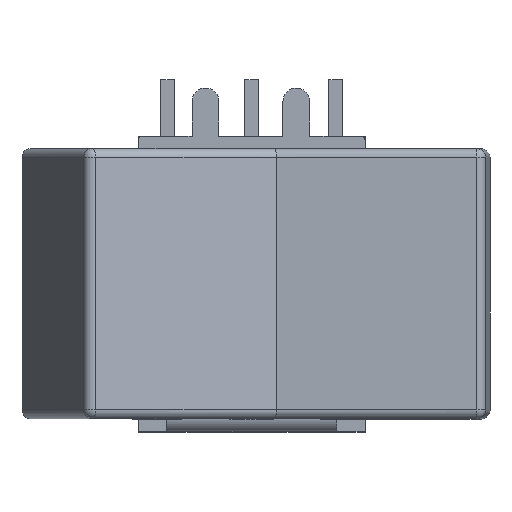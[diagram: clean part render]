
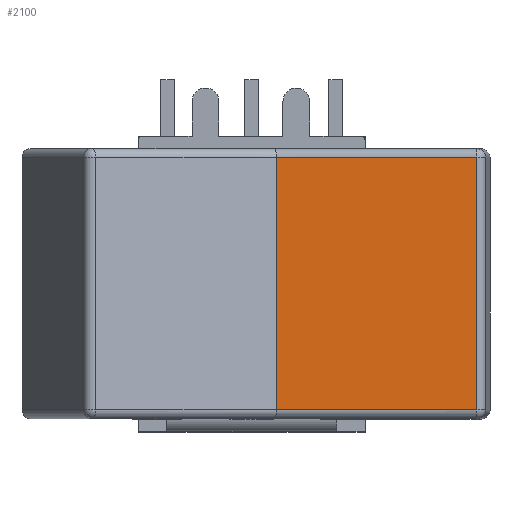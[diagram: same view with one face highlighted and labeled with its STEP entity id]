
A CAD part, top view. The second image highlights one B-rep face of the part: STEP entity #2100.
In plain terms, the highlighted planar face has unit normal (-0.006, 0, 1).
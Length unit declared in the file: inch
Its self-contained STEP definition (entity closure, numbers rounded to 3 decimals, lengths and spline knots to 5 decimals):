
#1017=CARTESIAN_POINT('',(0.49522,0.27776,0.84543));
#1018=VERTEX_POINT('',#1017);
#1052=CARTESIAN_POINT('',(0.0547,0.27776,0.84278));
#1053=VERTEX_POINT('',#1052);
#1054=CARTESIAN_POINT('',(0.0547,0.27776,0.84278));
#1055=DIRECTION('',(1.,0.0,0.006));
#1056=VECTOR('',#1055,0.44053);
#1057=LINE('',#1054,#1056);
#1058=EDGE_CURVE('',#1053,#1018,#1057,.T.);
#1086=CARTESIAN_POINT('',(0.49522,-0.27776,0.84543));
#1087=VERTEX_POINT('',#1086);
#1243=CARTESIAN_POINT('',(0.0547,-0.27776,0.84278));
#1244=VERTEX_POINT('',#1243);
#1336=CARTESIAN_POINT('',(0.49522,-0.27776,0.84543));
#1337=DIRECTION('',(-1.,0.0,-0.006));
#1338=VECTOR('',#1337,0.44053);
#1339=LINE('',#1336,#1338);
#1340=EDGE_CURVE('',#1087,#1244,#1339,.T.);
#1359=CARTESIAN_POINT('',(0.49522,0.27776,0.84543));
#1360=DIRECTION('',(0.0,-1.0,0.0));
#1361=VECTOR('',#1360,0.55551);
#1362=LINE('',#1359,#1361);
#1363=EDGE_CURVE('',#1018,#1087,#1362,.T.);
#1440=CARTESIAN_POINT('',(0.0547,0.27776,0.84278));
#1441=DIRECTION('',(0.0,-1.0,0.0));
#1442=VECTOR('',#1441,0.55551);
#1443=LINE('',#1440,#1442);
#1444=EDGE_CURVE('',#1053,#1244,#1443,.T.);
#2089=CARTESIAN_POINT('',(0.03267,0.30553,0.84264));
#2090=DIRECTION('',(-0.006,0.0,1.));
#2091=DIRECTION('',(1.,0.0,0.006));
#2092=AXIS2_PLACEMENT_3D('',#2089,#2090,#2091);
#2093=PLANE('',#2092);
#2094=ORIENTED_EDGE('',*,*,#1058,.F.);
#2095=ORIENTED_EDGE('',*,*,#1444,.T.);
#2096=ORIENTED_EDGE('',*,*,#1340,.F.);
#2097=ORIENTED_EDGE('',*,*,#1363,.F.);
#2098=EDGE_LOOP('',(#2094,#2095,#2096,#2097));
#2099=FACE_OUTER_BOUND('',#2098,.T.);
#2100=ADVANCED_FACE('',(#2099),#2093,.T.);
